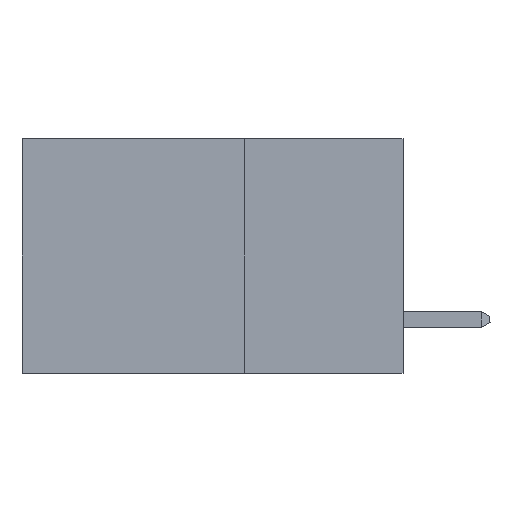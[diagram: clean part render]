
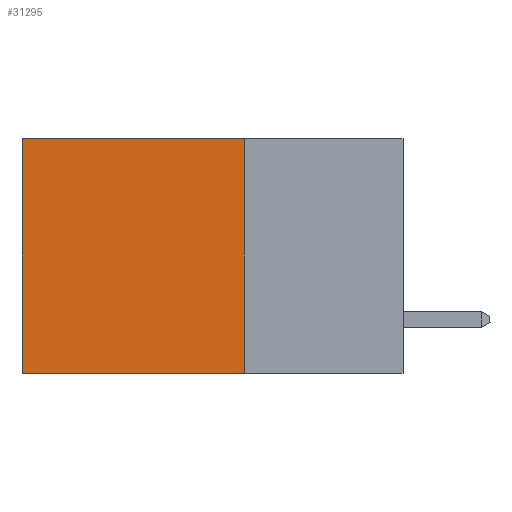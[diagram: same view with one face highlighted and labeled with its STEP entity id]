
A CAD part, left-side view. The second image highlights one B-rep face of the part: STEP entity #31295.
In plain terms, the highlighted planar face has unit normal (-1, 0, 0).
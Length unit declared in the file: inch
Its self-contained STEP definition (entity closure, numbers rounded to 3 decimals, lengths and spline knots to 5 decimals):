
#58 = ORIENTED_EDGE ( 'NONE', *, *, #30145, .T. ) ;
#620 = LINE ( 'NONE', #20350, #9570 ) ;
#1026 = EDGE_CURVE ( 'NONE', #29880, #31357, #620, .T. ) ;
#2334 = DIRECTION ( 'NONE',  ( 1., 0., 0. ) ) ;
#3250 = DIRECTION ( 'NONE',  ( 0., 1., 0. ) ) ;
#3685 = FACE_OUTER_BOUND ( 'NONE', #15211, .T. ) ;
#5152 = LINE ( 'NONE', #25785, #26241 ) ;
#5427 = DIRECTION ( 'NONE',  ( 0., 0., -1. ) ) ;
#7405 = PLANE ( 'NONE',  #31334 ) ;
#8359 = VECTOR ( 'NONE', #31396, 39.37008 ) ;
#9570 = VECTOR ( 'NONE', #5427, 39.37008 ) ;
#9906 = DIRECTION ( 'NONE',  ( 0., 0., -1. ) ) ;
#10216 = CARTESIAN_POINT ( 'NONE',  ( 0.2875, 0.25, 0. ) ) ;
#10513 = CARTESIAN_POINT ( 'NONE',  ( 0.2875, 0.25, 0. ) ) ;
#11091 = ORIENTED_EDGE ( 'NONE', *, *, #1026, .T. ) ;
#13367 = CARTESIAN_POINT ( 'NONE',  ( 0.2875, 0.25, 0. ) ) ;
#15211 = EDGE_LOOP ( 'NONE', ( #11091, #16975, #29841, #58 ) ) ;
#15643 = DIRECTION ( 'NONE',  ( 0., 0., -1. ) ) ;
#16422 = VERTEX_POINT ( 'NONE', #13367 ) ;
#16975 = ORIENTED_EDGE ( 'NONE', *, *, #30946, .F. ) ;
#20350 = CARTESIAN_POINT ( 'NONE',  ( 0.2875, 0.6, 0. ) ) ;
#21548 = CARTESIAN_POINT ( 'NONE',  ( 0.2875, 0.6, 0. ) ) ;
#25257 = CARTESIAN_POINT ( 'NONE',  ( 0.2875, 0.6, -0.37 ) ) ;
#25785 = CARTESIAN_POINT ( 'NONE',  ( 0.2875, 0.25, 0. ) ) ;
#26241 = VECTOR ( 'NONE', #15643, 39.37008 ) ;
#26782 = VECTOR ( 'NONE', #3250, 39.37008 ) ;
#28401 = CARTESIAN_POINT ( 'NONE',  ( 0.2875, 0.25, -0.37 ) ) ;
#28664 = LINE ( 'NONE', #28680, #8359 ) ;
#28680 = CARTESIAN_POINT ( 'NONE',  ( 0.2875, 0.25, -0.37 ) ) ;
#28693 = LINE ( 'NONE', #10513, #26782 ) ;
#29841 = ORIENTED_EDGE ( 'NONE', *, *, #32086, .F. ) ;
#29880 = VERTEX_POINT ( 'NONE', #21548 ) ;
#30145 = EDGE_CURVE ( 'NONE', #16422, #29880, #28693, .T. ) ;
#30946 = EDGE_CURVE ( 'NONE', #31522, #31357, #28664, .T. ) ;
#31295 = ADVANCED_FACE ( 'NONE', ( #3685 ), #7405, .F. ) ;
#31334 = AXIS2_PLACEMENT_3D ( 'NONE', #10216, #2334, #9906 ) ;
#31357 = VERTEX_POINT ( 'NONE', #25257 ) ;
#31396 = DIRECTION ( 'NONE',  ( 0., 1., 0. ) ) ;
#31522 = VERTEX_POINT ( 'NONE', #28401 ) ;
#32086 = EDGE_CURVE ( 'NONE', #16422, #31522, #5152, .T. ) ;
